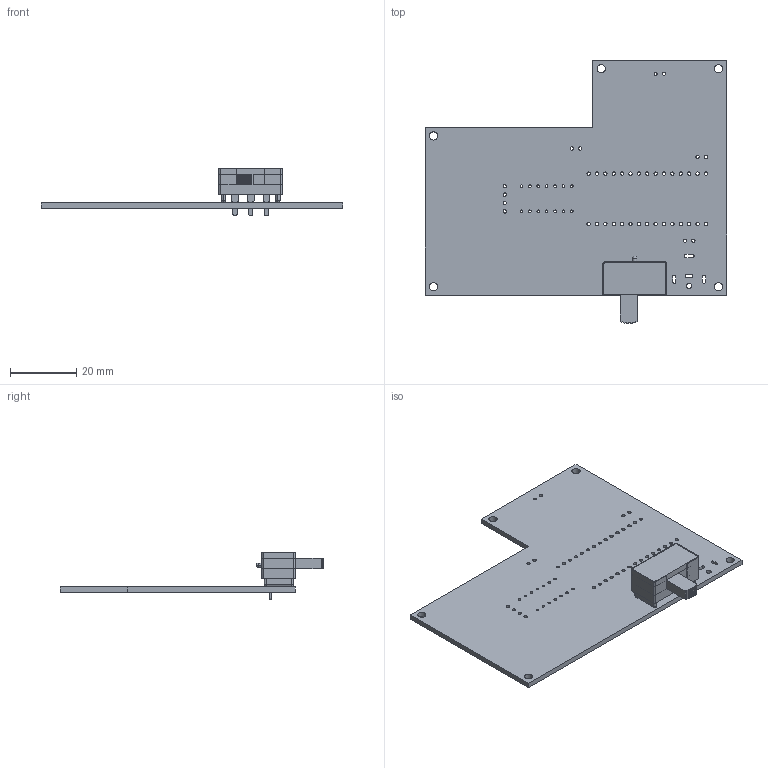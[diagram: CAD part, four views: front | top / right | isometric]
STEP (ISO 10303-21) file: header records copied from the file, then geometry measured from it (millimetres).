
FILE_DESCRIPTION(('KiCad electronic assembly'),'2;1');
FILE_NAME('psp-bluetooth.step','2022-07-18T16:12:20',('Pcbnew'),('Kicad' ),'Open CASCADE STEP processor 7.5','KiCad to STEP converter', 'Unknown');
FILE_SCHEMA(('AUTOMOTIVE_DESIGN { 1 0 10303 214 1 1 1 1 }'));
Length unit declared in the file: millimetre
Products named in the file (4): psp-bluetooth 1; L102021ML04Q--3DModel-STEP-56544; COMPOUND; psp-bluetooth PCB
Assembly tree (3 placements, depth 3):
  psp-bluetooth 1
    L102021ML04Q--3DModel-STEP-56544
      COMPOUND
    psp-bluetooth PCB
Bounding box: 91.44 x 79.72 x 14.43 mm (x, y, z)
Volume: 10363.4 mm3; surface area: 14073 mm2
Topology: 7 solids, 7 shells, 216 faces, 596 edges, 387 vertices
Faces by surface type: bspline 127, cylinder 73, plane 16
Full cylindrical faces by diameter (mm): 0.8 x14, 0.9 x2, 1 x10, 1.016 x30, 1.6 x1, 1.65 x3, 2.5 x5
Entity records: 14192 total; most frequent: CARTESIAN_POINT 4273, ORIENTED_EDGE 1172, PCURVE 1172, DEFINITIONAL_REPRESENTATION 1172, DIRECTION 1115, B_SPLINE_CURVE_WITH_KNOTS 837, EDGE_CURVE 586, SURFACE_CURVE 521
